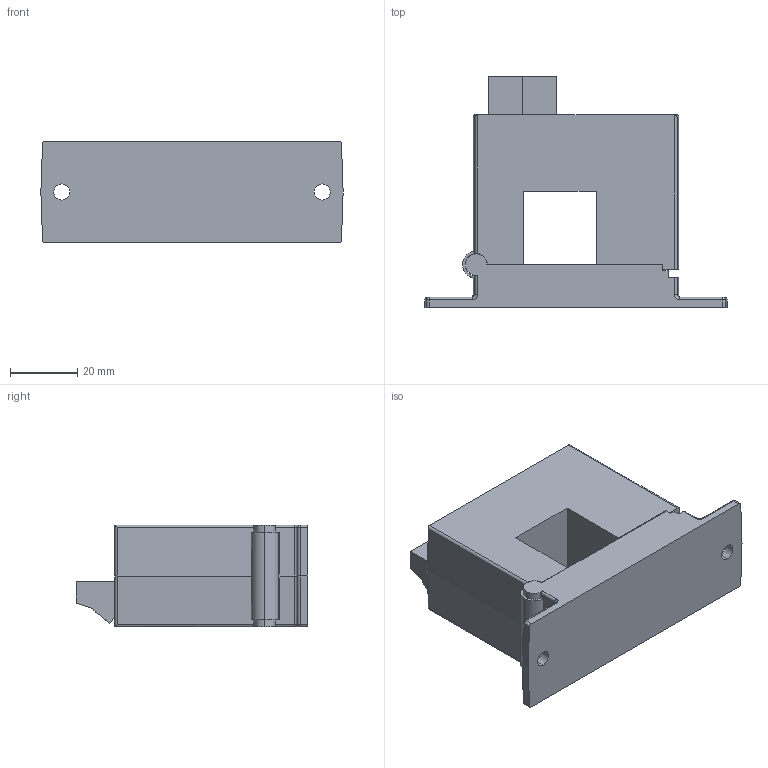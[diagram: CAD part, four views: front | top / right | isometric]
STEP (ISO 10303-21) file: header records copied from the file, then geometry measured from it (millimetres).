
FILE_DESCRIPTION (( 'STEP AP214' ), '1' );
FILE_NAME ('DCT300-10B-24-S.step', '2018-05-03T12:18:29', ( '' ), ( '' ), 'SwSTEP 2.0', 'SolidWorks 2017', '' );
FILE_SCHEMA (( 'AUTOMOTIVE_DESIGN' ));
Length unit declared in the file: inch
Products named in the file (1): DCT300-10B-24-S
Bounding box: 89.7 x 68.58 x 30.2 mm (x, y, z)
Volume: 93816.9 mm3; surface area: 22598.2 mm2
Topology: 4 solids, 4 shells, 158 faces, 408 edges, 260 vertices
Faces by surface type: plane 100, cylinder 50, sphere 4, bspline 4
Entity records: 4943 total; most frequent: CARTESIAN_POINT 1057, ORIENTED_EDGE 808, DIRECTION 758, EDGE_CURVE 404, VECTOR 292, LINE 292, VERTEX_POINT 260, AXIS2_PLACEMENT_3D 233
